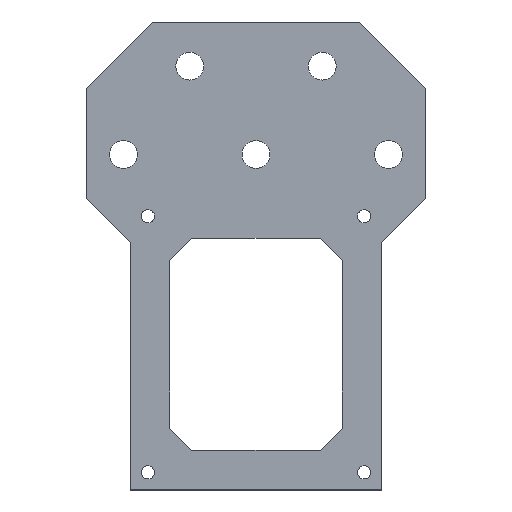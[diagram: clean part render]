
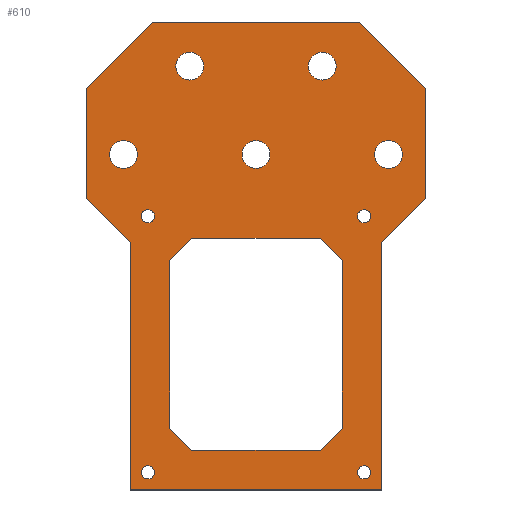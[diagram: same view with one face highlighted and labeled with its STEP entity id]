
A CAD part, top view. The second image highlights one B-rep face of the part: STEP entity #610.
In plain terms, the highlighted planar face has unit normal (0, 0, 1).
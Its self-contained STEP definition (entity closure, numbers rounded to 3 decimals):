
#15=FACE_BOUND('',#119,.T.);
#16=FACE_BOUND('',#120,.T.);
#17=FACE_BOUND('',#121,.T.);
#18=FACE_BOUND('',#122,.T.);
#19=FACE_BOUND('',#123,.T.);
#20=FACE_BOUND('',#124,.T.);
#21=FACE_BOUND('',#125,.T.);
#22=FACE_BOUND('',#126,.T.);
#23=FACE_BOUND('',#127,.T.);
#24=FACE_BOUND('',#128,.T.);
#35=CIRCLE('',#638,1.5);
#37=CIRCLE('',#641,3.15);
#39=CIRCLE('',#644,3.15);
#41=CIRCLE('',#647,3.15);
#43=CIRCLE('',#650,1.5);
#45=CIRCLE('',#653,1.5);
#47=CIRCLE('',#656,1.5);
#49=CIRCLE('',#659,3.15);
#51=CIRCLE('',#662,3.15);
#89=FACE_OUTER_BOUND('',#118,.T.);
#118=EDGE_LOOP('',(#509,#510,#511,#512,#513,#514,#515,#516,#517,#518));
#119=EDGE_LOOP('',(#519));
#120=EDGE_LOOP('',(#520));
#121=EDGE_LOOP('',(#521));
#122=EDGE_LOOP('',(#522));
#123=EDGE_LOOP('',(#523));
#124=EDGE_LOOP('',(#524));
#125=EDGE_LOOP('',(#525));
#126=EDGE_LOOP('',(#526));
#127=EDGE_LOOP('',(#527,#528,#529,#530,#531,#532,#533,#534));
#128=EDGE_LOOP('',(#535));
#142=LINE('',#840,#205);
#146=LINE('',#847,#209);
#149=LINE('',#855,#212);
#153=LINE('',#862,#216);
#156=LINE('',#868,#219);
#157=LINE('',#870,#220);
#161=LINE('',#877,#224);
#162=LINE('',#879,#225);
#166=LINE('',#888,#229);
#170=LINE('',#897,#233);
#174=LINE('',#904,#237);
#186=LINE('',#966,#249);
#189=LINE('',#972,#252);
#192=LINE('',#976,#255);
#193=LINE('',#979,#256);
#197=LINE('',#985,#260);
#199=LINE('',#990,#262);
#202=LINE('',#994,#265);
#205=VECTOR('',#679,10.);
#209=VECTOR('',#685,10.);
#212=VECTOR('',#690,10.);
#216=VECTOR('',#696,10.);
#219=VECTOR('',#701,10.);
#220=VECTOR('',#704,10.);
#224=VECTOR('',#710,10.);
#225=VECTOR('',#713,10.);
#229=VECTOR('',#719,10.);
#233=VECTOR('',#725,10.);
#237=VECTOR('',#731,10.);
#249=VECTOR('',#799,10.);
#252=VECTOR('',#804,10.);
#255=VECTOR('',#809,10.);
#256=VECTOR('',#812,10.);
#260=VECTOR('',#818,10.);
#262=VECTOR('',#822,10.);
#265=VECTOR('',#827,10.);
#268=VERTEX_POINT('',#837);
#269=VERTEX_POINT('',#839);
#271=VERTEX_POINT('',#845);
#274=VERTEX_POINT('',#852);
#275=VERTEX_POINT('',#854);
#277=VERTEX_POINT('',#860);
#279=VERTEX_POINT('',#866);
#281=VERTEX_POINT('',#875);
#284=VERTEX_POINT('',#885);
#285=VERTEX_POINT('',#887);
#288=VERTEX_POINT('',#894);
#289=VERTEX_POINT('',#896);
#291=VERTEX_POINT('',#902);
#292=VERTEX_POINT('',#906);
#294=VERTEX_POINT('',#912);
#296=VERTEX_POINT('',#918);
#298=VERTEX_POINT('',#924);
#300=VERTEX_POINT('',#930);
#302=VERTEX_POINT('',#936);
#304=VERTEX_POINT('',#942);
#306=VERTEX_POINT('',#948);
#308=VERTEX_POINT('',#954);
#312=VERTEX_POINT('',#963);
#313=VERTEX_POINT('',#965);
#315=VERTEX_POINT('',#971);
#316=VERTEX_POINT('',#978);
#319=VERTEX_POINT('',#989);
#322=EDGE_CURVE('',#268,#269,#142,.T.);
#326=EDGE_CURVE('',#268,#271,#146,.T.);
#329=EDGE_CURVE('',#274,#275,#149,.T.);
#333=EDGE_CURVE('',#274,#277,#153,.T.);
#336=EDGE_CURVE('',#279,#277,#156,.T.);
#337=EDGE_CURVE('',#279,#269,#157,.T.);
#341=EDGE_CURVE('',#281,#271,#161,.T.);
#342=EDGE_CURVE('',#281,#275,#162,.T.);
#346=EDGE_CURVE('',#284,#285,#166,.T.);
#350=EDGE_CURVE('',#288,#289,#170,.T.);
#354=EDGE_CURVE('',#288,#291,#174,.T.);
#355=EDGE_CURVE('',#292,#292,#35,.T.);
#358=EDGE_CURVE('',#294,#294,#37,.T.);
#361=EDGE_CURVE('',#296,#296,#39,.T.);
#364=EDGE_CURVE('',#298,#298,#41,.T.);
#367=EDGE_CURVE('',#300,#300,#43,.T.);
#370=EDGE_CURVE('',#302,#302,#45,.T.);
#373=EDGE_CURVE('',#304,#304,#47,.T.);
#376=EDGE_CURVE('',#306,#306,#49,.T.);
#379=EDGE_CURVE('',#308,#308,#51,.T.);
#384=EDGE_CURVE('',#313,#312,#186,.T.);
#387=EDGE_CURVE('',#315,#313,#189,.T.);
#390=EDGE_CURVE('',#284,#315,#192,.T.);
#391=EDGE_CURVE('',#316,#285,#193,.T.);
#395=EDGE_CURVE('',#291,#316,#197,.T.);
#397=EDGE_CURVE('',#319,#289,#199,.T.);
#400=EDGE_CURVE('',#312,#319,#202,.T.);
#509=ORIENTED_EDGE('',*,*,#400,.T.);
#510=ORIENTED_EDGE('',*,*,#397,.T.);
#511=ORIENTED_EDGE('',*,*,#350,.F.);
#512=ORIENTED_EDGE('',*,*,#354,.T.);
#513=ORIENTED_EDGE('',*,*,#395,.T.);
#514=ORIENTED_EDGE('',*,*,#391,.T.);
#515=ORIENTED_EDGE('',*,*,#346,.F.);
#516=ORIENTED_EDGE('',*,*,#390,.T.);
#517=ORIENTED_EDGE('',*,*,#387,.T.);
#518=ORIENTED_EDGE('',*,*,#384,.T.);
#519=ORIENTED_EDGE('',*,*,#379,.T.);
#520=ORIENTED_EDGE('',*,*,#376,.T.);
#521=ORIENTED_EDGE('',*,*,#373,.T.);
#522=ORIENTED_EDGE('',*,*,#370,.T.);
#523=ORIENTED_EDGE('',*,*,#367,.T.);
#524=ORIENTED_EDGE('',*,*,#364,.T.);
#525=ORIENTED_EDGE('',*,*,#361,.T.);
#526=ORIENTED_EDGE('',*,*,#358,.T.);
#527=ORIENTED_EDGE('',*,*,#337,.T.);
#528=ORIENTED_EDGE('',*,*,#322,.F.);
#529=ORIENTED_EDGE('',*,*,#326,.T.);
#530=ORIENTED_EDGE('',*,*,#341,.F.);
#531=ORIENTED_EDGE('',*,*,#342,.T.);
#532=ORIENTED_EDGE('',*,*,#329,.F.);
#533=ORIENTED_EDGE('',*,*,#333,.T.);
#534=ORIENTED_EDGE('',*,*,#336,.F.);
#535=ORIENTED_EDGE('',*,*,#355,.T.);
#581=PLANE('',#671);
#610=ADVANCED_FACE('',(#89,#15,#16,#17,#18,#19,#20,#21,#22,#23,#24),#581,
 .T.);
#638=AXIS2_PLACEMENT_3D('',#907,#734,#735);
#641=AXIS2_PLACEMENT_3D('',#913,#741,#742);
#644=AXIS2_PLACEMENT_3D('',#919,#748,#749);
#647=AXIS2_PLACEMENT_3D('',#925,#755,#756);
#650=AXIS2_PLACEMENT_3D('',#931,#762,#763);
#653=AXIS2_PLACEMENT_3D('',#937,#769,#770);
#656=AXIS2_PLACEMENT_3D('',#943,#776,#777);
#659=AXIS2_PLACEMENT_3D('',#949,#783,#784);
#662=AXIS2_PLACEMENT_3D('',#955,#790,#791);
#671=AXIS2_PLACEMENT_3D('',#995,#828,#829);
#679=DIRECTION('',(0.707,-0.707,0.));
#685=DIRECTION('',(0.,1.,0.));
#690=DIRECTION('',(-0.707,0.707,0.));
#696=DIRECTION('',(0.,-1.,0.));
#701=DIRECTION('',(0.707,0.707,0.));
#704=DIRECTION('',(-1.,0.,0.));
#710=DIRECTION('',(-0.707,-0.707,0.));
#713=DIRECTION('',(1.,0.,0.));
#719=DIRECTION('',(-0.707,-0.707,0.));
#725=DIRECTION('',(-0.707,0.707,0.));
#731=DIRECTION('',(0.,-1.,0.));
#734=DIRECTION('center_axis',(0.,0.,-1.));
#735=DIRECTION('ref_axis',(1.,0.,0.));
#741=DIRECTION('center_axis',(0.,0.,-1.));
#742=DIRECTION('ref_axis',(1.,0.,0.));
#748=DIRECTION('center_axis',(0.,0.,-1.));
#749=DIRECTION('ref_axis',(1.,0.,0.));
#755=DIRECTION('center_axis',(0.,0.,-1.));
#756=DIRECTION('ref_axis',(1.,0.,0.));
#762=DIRECTION('center_axis',(0.,0.,-1.));
#763=DIRECTION('ref_axis',(1.,0.,0.));
#769=DIRECTION('center_axis',(0.,0.,-1.));
#770=DIRECTION('ref_axis',(1.,0.,0.));
#776=DIRECTION('center_axis',(0.,0.,-1.));
#777=DIRECTION('ref_axis',(1.,0.,0.));
#783=DIRECTION('center_axis',(0.,0.,-1.));
#784=DIRECTION('ref_axis',(1.,0.,0.));
#790=DIRECTION('center_axis',(0.,0.,-1.));
#791=DIRECTION('ref_axis',(1.,0.,0.));
#799=DIRECTION('',(-1.,0.,0.));
#804=DIRECTION('',(-0.707,0.707,0.));
#809=DIRECTION('',(0.,1.,0.));
#812=DIRECTION('',(0.,1.,0.));
#818=DIRECTION('',(1.,0.,0.));
#822=DIRECTION('',(0.,-1.,0.));
#827=DIRECTION('',(-0.707,-0.707,0.));
#828=DIRECTION('center_axis',(0.,0.,1.));
#829=DIRECTION('ref_axis',(1.,0.,0.));
#837=CARTESIAN_POINT('',(5.,10.,3.));
#839=CARTESIAN_POINT('',(10.,5.,3.));
#840=CARTESIAN_POINT('',(1.375,13.625,3.));
#845=CARTESIAN_POINT('',(5.,48.,3.));
#847=CARTESIAN_POINT('',(5.,53.,3.));
#852=CARTESIAN_POINT('',(44.,48.,3.));
#854=CARTESIAN_POINT('',(39.,53.,3.));
#855=CARTESIAN_POINT('',(37.625,54.375,3.));
#860=CARTESIAN_POINT('',(44.,10.,3.));
#862=CARTESIAN_POINT('',(44.,5.,3.));
#866=CARTESIAN_POINT('',(39.,5.,3.));
#868=CARTESIAN_POINT('',(47.625,13.625,3.));
#870=CARTESIAN_POINT('',(5.,5.,3.));
#875=CARTESIAN_POINT('',(10.,53.,3.));
#877=CARTESIAN_POINT('',(11.375,54.375,3.));
#879=CARTESIAN_POINT('',(44.,53.,3.));
#885=CARTESIAN_POINT('',(63.,62.,3.));
#887=CARTESIAN_POINT('',(53.,52.,3.));
#888=CARTESIAN_POINT('',(47.625,46.625,3.));
#894=CARTESIAN_POINT('',(-4.,52.,3.));
#896=CARTESIAN_POINT('',(-14.,62.,3.));
#897=CARTESIAN_POINT('',(1.375,46.625,3.));
#902=CARTESIAN_POINT('',(-4.,-4.,3.));
#904=CARTESIAN_POINT('',(-4.,62.,3.));
#906=CARTESIAN_POINT('',(47.5,0.,3.));
#907=CARTESIAN_POINT('Origin',(49.,0.,3.));
#912=CARTESIAN_POINT('',(6.35,92.,3.));
#913=CARTESIAN_POINT('Origin',(9.5,92.,3.));
#918=CARTESIAN_POINT('',(-8.65,72.,3.));
#919=CARTESIAN_POINT('Origin',(-5.5,72.,3.));
#924=CARTESIAN_POINT('',(36.35,92.,3.));
#925=CARTESIAN_POINT('Origin',(39.5,92.,3.));
#930=CARTESIAN_POINT('',(-1.5,0.,3.));
#931=CARTESIAN_POINT('Origin',(0.,0.,3.));
#936=CARTESIAN_POINT('',(-1.5,58.,3.));
#937=CARTESIAN_POINT('Origin',(0.,58.,3.));
#942=CARTESIAN_POINT('',(47.5,58.,3.));
#943=CARTESIAN_POINT('Origin',(49.,58.,3.));
#948=CARTESIAN_POINT('',(51.35,72.,3.));
#949=CARTESIAN_POINT('Origin',(54.5,72.,3.));
#954=CARTESIAN_POINT('',(21.35,72.,3.));
#955=CARTESIAN_POINT('Origin',(24.5,72.,3.));
#963=CARTESIAN_POINT('',(1.,102.,3.));
#965=CARTESIAN_POINT('',(48.,102.,3.));
#966=CARTESIAN_POINT('',(48.,102.,3.));
#971=CARTESIAN_POINT('',(63.,87.,3.));
#972=CARTESIAN_POINT('',(48.,102.,3.));
#976=CARTESIAN_POINT('',(63.,62.,3.));
#978=CARTESIAN_POINT('',(53.,-4.,3.));
#979=CARTESIAN_POINT('',(53.,-4.,3.));
#985=CARTESIAN_POINT('',(-4.,-4.,3.));
#989=CARTESIAN_POINT('',(-14.,87.,3.));
#990=CARTESIAN_POINT('',(-14.,87.,3.));
#994=CARTESIAN_POINT('',(1.,102.,3.));
#995=CARTESIAN_POINT('Origin',(24.5,49.,3.));
